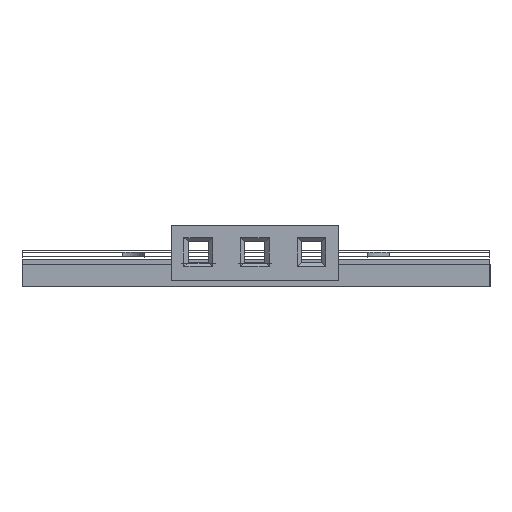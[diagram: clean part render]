
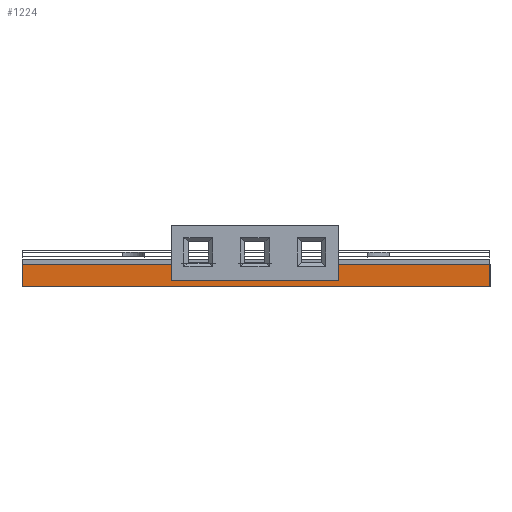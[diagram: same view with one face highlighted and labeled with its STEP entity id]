
A CAD part, left-side view. The second image highlights one B-rep face of the part: STEP entity #1224.
In plain terms, the highlighted planar face has unit normal (-1, 0, 0).
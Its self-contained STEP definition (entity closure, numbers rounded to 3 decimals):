
#59 = VERTEX_POINT ( 'NONE', #2536 ) ;
#237 = CARTESIAN_POINT ( 'NONE',  ( 40., 15.5, -1.36 ) ) ;
#246 = CARTESIAN_POINT ( 'NONE',  ( 40., 15.5, -0.36 ) ) ;
#333 = LINE ( 'NONE', #1273, #2687 ) ;
#334 = LINE ( 'NONE', #4056, #1003 ) ;
#543 = LINE ( 'NONE', #3123, #1018 ) ;
#708 = VERTEX_POINT ( 'NONE', #246 ) ;
#1003 = VECTOR ( 'NONE', #1274, 1000. ) ;
#1018 = VECTOR ( 'NONE', #1551, 1000. ) ;
#1066 = ORIENTED_EDGE ( 'NONE', *, *, #2622, .F. ) ;
#1192 = EDGE_CURVE ( 'NONE', #59, #1670, #2515, .T. ) ;
#1224 = ADVANCED_FACE ( 'NONE', ( #2842 ), #2431, .T. ) ;
#1273 = CARTESIAN_POINT ( 'NONE',  ( 40., 15.5, -0.36 ) ) ;
#1274 = DIRECTION ( 'NONE',  ( 0., -1., 0. ) ) ;
#1299 = DIRECTION ( 'NONE',  ( 0., -1., 0. ) ) ;
#1551 = DIRECTION ( 'NONE',  ( 0., 0., 1. ) ) ;
#1670 = VERTEX_POINT ( 'NONE', #2787 ) ;
#1846 = ORIENTED_EDGE ( 'NONE', *, *, #1192, .T. ) ;
#1986 = EDGE_LOOP ( 'NONE', ( #2386, #1066, #2192, #1846 ) ) ;
#2192 = ORIENTED_EDGE ( 'NONE', *, *, #2541, .T. ) ;
#2203 = DIRECTION ( 'NONE',  ( 0., -1., 0. ) ) ;
#2219 = DIRECTION ( 'NONE',  ( -1., 0., 0. ) ) ;
#2230 = CARTESIAN_POINT ( 'NONE',  ( 40., 15.5, -1.36 ) ) ;
#2386 = ORIENTED_EDGE ( 'NONE', *, *, #2567, .F. ) ;
#2414 = VECTOR ( 'NONE', #2631, 1000. ) ;
#2431 = PLANE ( 'NONE',  #3464 ) ;
#2515 = LINE ( 'NONE', #2710, #2414 ) ;
#2536 = CARTESIAN_POINT ( 'NONE',  ( 40., -5.5, -1.36 ) ) ;
#2541 = EDGE_CURVE ( 'NONE', #3574, #59, #334, .T. ) ;
#2567 = EDGE_CURVE ( 'NONE', #708, #1670, #333, .T. ) ;
#2622 = EDGE_CURVE ( 'NONE', #3574, #708, #543, .T. ) ;
#2631 = DIRECTION ( 'NONE',  ( 0., 0., 1. ) ) ;
#2687 = VECTOR ( 'NONE', #1299, 1000. ) ;
#2710 = CARTESIAN_POINT ( 'NONE',  ( 40., -5.5, -1.36 ) ) ;
#2787 = CARTESIAN_POINT ( 'NONE',  ( 40., -5.5, -0.36 ) ) ;
#2842 = FACE_OUTER_BOUND ( 'NONE', #1986, .T. ) ;
#3123 = CARTESIAN_POINT ( 'NONE',  ( 40., 15.5, -1.36 ) ) ;
#3464 = AXIS2_PLACEMENT_3D ( 'NONE', #2230, #2219, #2203 ) ;
#3574 = VERTEX_POINT ( 'NONE', #237 ) ;
#4056 = CARTESIAN_POINT ( 'NONE',  ( 40., 15.5, -1.36 ) ) ;
